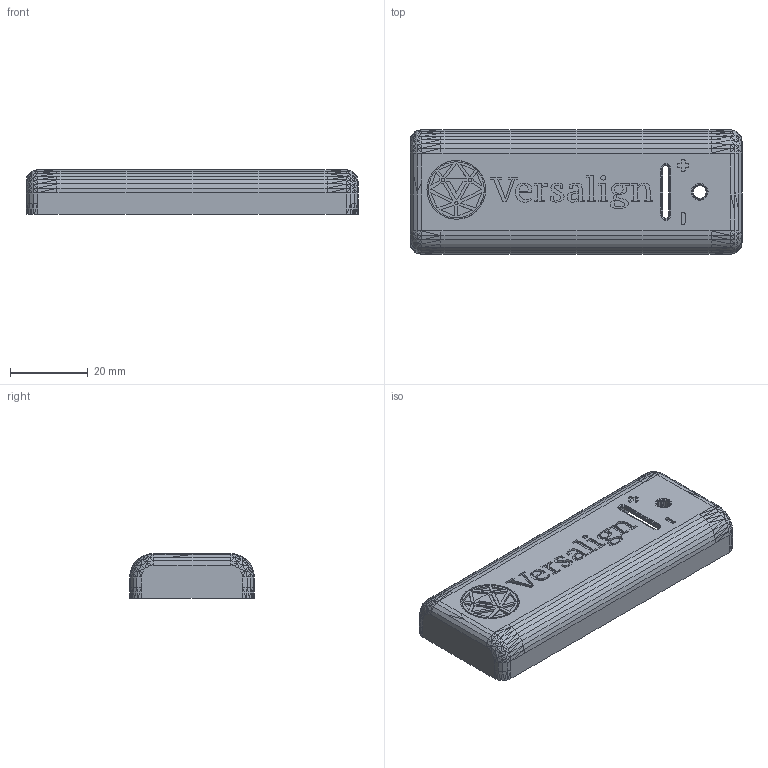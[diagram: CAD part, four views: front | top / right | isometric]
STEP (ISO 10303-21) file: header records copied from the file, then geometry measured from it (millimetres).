
FILE_DESCRIPTION(('STEP AP214'), '1');
FILE_NAME('Verx +-', '', ('UNSPECIFIED'), ('UNSPECIFIED'), 'ASCON STEP Converter 1.6', 'ASCON Math Kernel', '');
FILE_SCHEMA(('AUTOMOTIVE_DESIGN { 1 0 10303 214 3 1 1}'));
Length unit declared in the file: millimetre
Bounding box: 85.28 x 32 x 11.5 mm (x, y, z)
Volume: 8117.9 mm3; surface area: 9571.5 mm2
Topology: 1 solids, 1 shells, 2366 faces, 5284 edges, 2954 vertices
Faces by surface type: plane 2366
Entity records: 83195 total; most frequent: CARTESIAN_POINT 11767, ORIENTED_EDGE 10568, DIRECTION 10018, EDGE_CURVE 5284, LINE 5284, VECTOR 5284, VERTEX_POINT 4116, FACE_BOUND 2404
